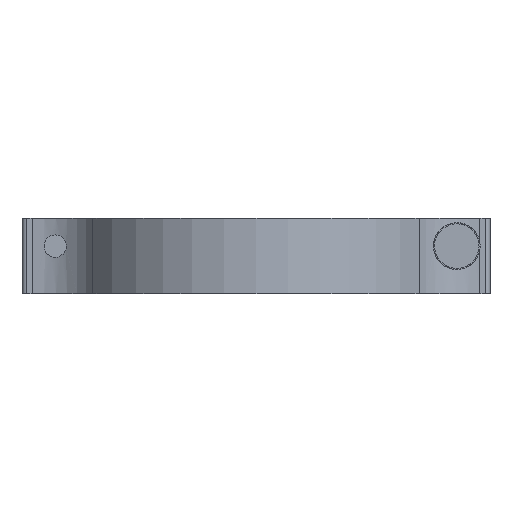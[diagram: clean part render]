
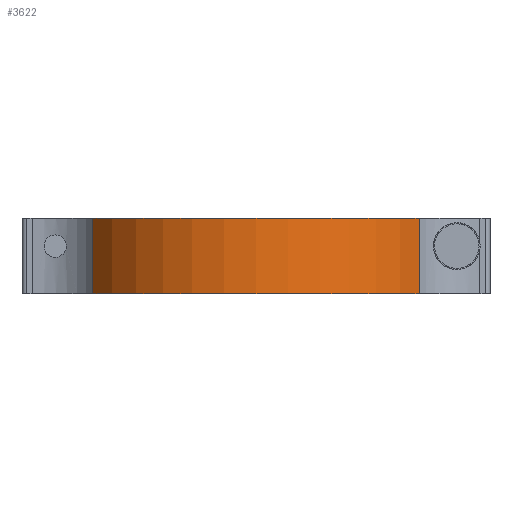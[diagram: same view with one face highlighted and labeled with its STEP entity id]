
A CAD part, left-side view. The second image highlights one B-rep face of the part: STEP entity #3622.
In plain terms, the highlighted cylindrical face has radius 43 mm (diameter 86 mm), a partial arc.
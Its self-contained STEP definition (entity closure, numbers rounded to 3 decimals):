
#95 = DIRECTION ( 'NONE',  ( -1., 0., 0. ) ) ;
#240 = AXIS2_PLACEMENT_3D ( 'NONE', #2678, #4579, #3679 ) ;
#267 = CARTESIAN_POINT ( 'NONE',  ( -22.593, -36.586, 25. ) ) ;
#377 = CARTESIAN_POINT ( 'NONE',  ( -22.593, -36.586, 8. ) ) ;
#547 = ORIENTED_EDGE ( 'NONE', *, *, #5118, .F. ) ;
#723 = AXIS2_PLACEMENT_3D ( 'NONE', #3413, #2045, #2382 ) ;
#735 = AXIS2_PLACEMENT_3D ( 'NONE', #5222, #3844, #95 ) ;
#849 = VERTEX_POINT ( 'NONE', #377 ) ;
#1416 = VECTOR ( 'NONE', #1787, 1000. ) ;
#1520 = ORIENTED_EDGE ( 'NONE', *, *, #2253, .T. ) ;
#1760 = CARTESIAN_POINT ( 'NONE',  ( -22.593, -36.586, 8. ) ) ;
#1787 = DIRECTION ( 'NONE',  ( 0., 0., 1. ) ) ;
#2045 = DIRECTION ( 'NONE',  ( 0., 0., -1. ) ) ;
#2121 = EDGE_LOOP ( 'NONE', ( #4870, #2898, #547, #1520 ) ) ;
#2181 = LINE ( 'NONE', #3616, #4704 ) ;
#2231 = CARTESIAN_POINT ( 'NONE',  ( -22.593, 36.586, 25. ) ) ;
#2253 = EDGE_CURVE ( 'NONE', #849, #6033, #2799, .T. ) ;
#2382 = DIRECTION ( 'NONE',  ( 1., 0., 0. ) ) ;
#2483 = VERTEX_POINT ( 'NONE', #2231 ) ;
#2678 = CARTESIAN_POINT ( 'NONE',  ( 0., 0., 8. ) ) ;
#2799 = LINE ( 'NONE', #1760, #1416 ) ;
#2898 = ORIENTED_EDGE ( 'NONE', *, *, #4605, .F. ) ;
#3153 = CARTESIAN_POINT ( 'NONE',  ( -22.593, 36.586, 8. ) ) ;
#3242 = EDGE_CURVE ( 'NONE', #6033, #2483, #3406, .T. ) ;
#3406 = CIRCLE ( 'NONE', #723, 43. ) ;
#3413 = CARTESIAN_POINT ( 'NONE',  ( 0., 0., 25. ) ) ;
#3553 = VERTEX_POINT ( 'NONE', #3153 ) ;
#3616 = CARTESIAN_POINT ( 'NONE',  ( -22.593, 36.586, 8. ) ) ;
#3622 = ADVANCED_FACE ( 'NONE', ( #6015 ), #5052, .T. ) ;
#3679 = DIRECTION ( 'NONE',  ( 1., 0., 0. ) ) ;
#3844 = DIRECTION ( 'NONE',  ( 0., 0., -1. ) ) ;
#4579 = DIRECTION ( 'NONE',  ( 0., 0., 1. ) ) ;
#4605 = EDGE_CURVE ( 'NONE', #3553, #2483, #2181, .T. ) ;
#4704 = VECTOR ( 'NONE', #5046, 1000. ) ;
#4792 = CIRCLE ( 'NONE', #735, 43. ) ;
#4870 = ORIENTED_EDGE ( 'NONE', *, *, #3242, .T. ) ;
#5046 = DIRECTION ( 'NONE',  ( 0., 0., 1. ) ) ;
#5052 = CYLINDRICAL_SURFACE ( 'NONE', #240, 43. ) ;
#5118 = EDGE_CURVE ( 'NONE', #849, #3553, #4792, .T. ) ;
#5222 = CARTESIAN_POINT ( 'NONE',  ( 0., 0., 8. ) ) ;
#6015 = FACE_OUTER_BOUND ( 'NONE', #2121, .T. ) ;
#6033 = VERTEX_POINT ( 'NONE', #267 ) ;
